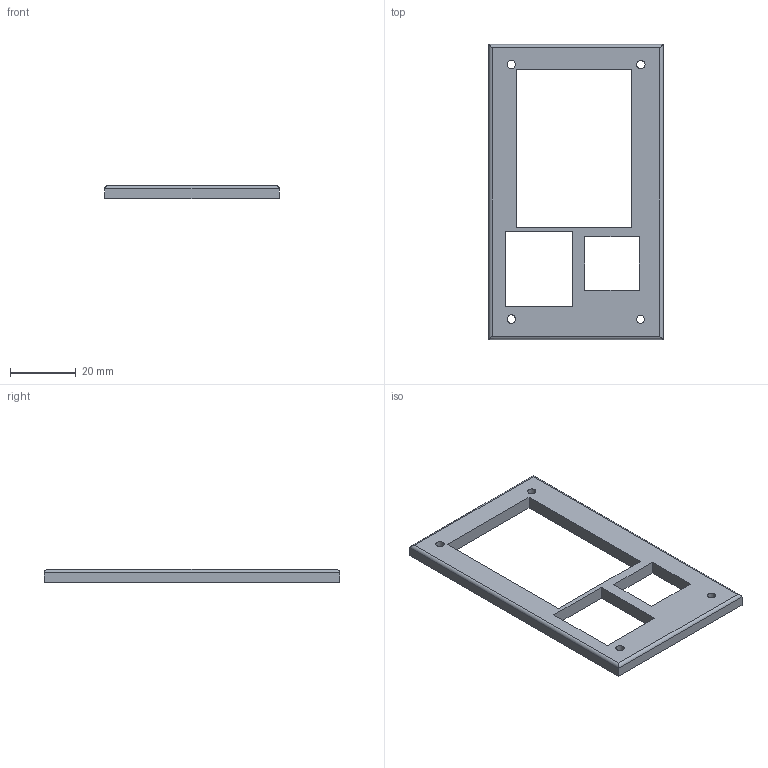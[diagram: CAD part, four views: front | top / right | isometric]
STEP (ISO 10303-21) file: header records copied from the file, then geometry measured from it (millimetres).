
FILE_DESCRIPTION(('FreeCAD Model'),'2;1');
FILE_NAME('Open CASCADE Shape Model','2025-10-24T17:03:26',('Author'),( ''),'Open CASCADE STEP processor 7.8','FreeCAD','Unknown');
FILE_SCHEMA(('AUTOMOTIVE_DESIGN { 1 0 10303 214 1 1 1 1 }'));
Length unit declared in the file: millimetre
Products named in the file (1): Body
Bounding box: 53.1 x 89.86 x 4 mm (x, y, z)
Volume: 9241.3 mm3; surface area: 7074.7 mm2
Topology: 1 solids, 1 shells, 26 faces, 68 edges, 44 vertices
Faces by surface type: plane 18, cylinder 8
Full cylindrical faces by diameter (mm): 2.43 x1, 2.528 x1, 2.584 x1, 2.587 x1
Entity records: 842 total; most frequent: CARTESIAN_POINT 139, ORIENTED_EDGE 136, DIRECTION 134, EDGE_CURVE 68, LINE 56, VECTOR 56, VERTEX_POINT 44, FACE_BOUND 40
